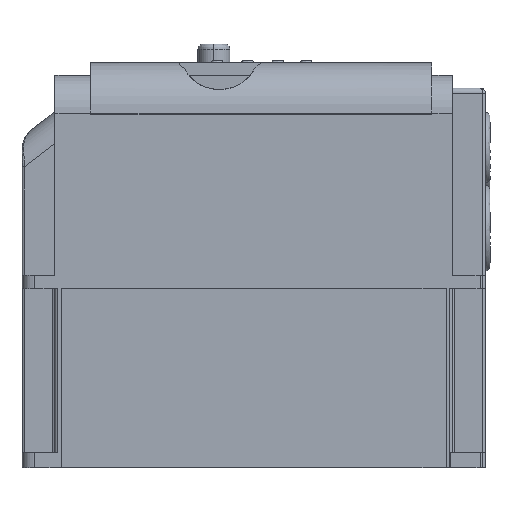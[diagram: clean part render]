
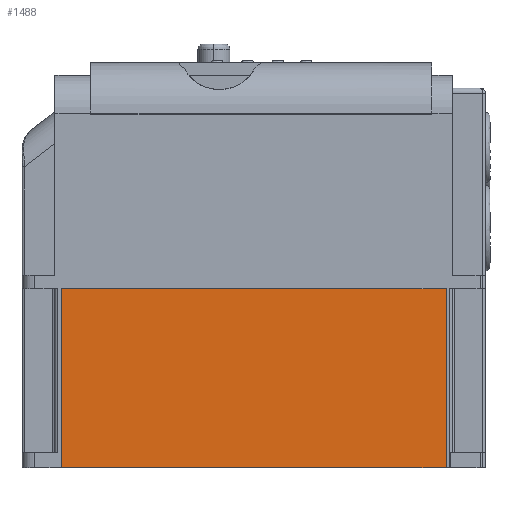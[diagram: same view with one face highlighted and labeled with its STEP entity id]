
A CAD part, left-side view. The second image highlights one B-rep face of the part: STEP entity #1488.
In plain terms, the highlighted planar face has unit normal (-1, 0, 0).
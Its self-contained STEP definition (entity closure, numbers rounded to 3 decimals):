
#396 = CARTESIAN_POINT ( 'NONE',  ( -66.001, 64.5, -50.2 ) ) ;
#695 = ORIENTED_EDGE ( 'NONE', *, *, #3346, .F. ) ;
#1144 = DIRECTION ( 'NONE',  ( 0., 0., -1. ) ) ;
#1488 = ADVANCED_FACE ( 'NONE', ( #1832 ), #12619, .F. ) ;
#1832 = FACE_OUTER_BOUND ( 'NONE', #8156, .T. ) ;
#3252 = EDGE_CURVE ( 'NONE', #11694, #13838, #9759, .T. ) ;
#3346 = EDGE_CURVE ( 'NONE', #11694, #15168, #14404, .T. ) ;
#3627 = DIRECTION ( 'NONE',  ( 0., -1., 0. ) ) ;
#3854 = ORIENTED_EDGE ( 'NONE', *, *, #3890, .F. ) ;
#3890 = EDGE_CURVE ( 'NONE', #15168, #16093, #8959, .T. ) ;
#3927 = CARTESIAN_POINT ( 'NONE',  ( -66.001, 64.5, 21.1 ) ) ;
#3984 = VECTOR ( 'NONE', #3627, 1000. ) ;
#4195 = CARTESIAN_POINT ( 'NONE',  ( -66.001, 67.985, -50.2 ) ) ;
#4377 = DIRECTION ( 'NONE',  ( 0., 1., 0. ) ) ;
#5646 = VECTOR ( 'NONE', #4377, 1000. ) ;
#5715 = CARTESIAN_POINT ( 'NONE',  ( -66.001, -88.464, -50.2 ) ) ;
#6026 = EDGE_CURVE ( 'NONE', #16093, #13838, #7409, .T. ) ;
#6807 = CARTESIAN_POINT ( 'NONE',  ( -66.001, 64.5, -50.2 ) ) ;
#7044 = DIRECTION ( 'NONE',  ( 0., 0., -1. ) ) ;
#7050 = DIRECTION ( 'NONE',  ( 1., 0., 0. ) ) ;
#7082 = CARTESIAN_POINT ( 'NONE',  ( -66.001, 64.5, -50.2 ) ) ;
#7409 = LINE ( 'NONE', #4195, #5646 ) ;
#7757 = CARTESIAN_POINT ( 'NONE',  ( -66.001, 64.5, 21.1 ) ) ;
#8156 = EDGE_LOOP ( 'NONE', ( #13320, #11517, #3854, #695 ) ) ;
#8959 = LINE ( 'NONE', #9746, #14275 ) ;
#9712 = AXIS2_PLACEMENT_3D ( 'NONE', #7082, #7050, #7044 ) ;
#9746 = CARTESIAN_POINT ( 'NONE',  ( -66.001, -88.464, -50.2 ) ) ;
#9759 = LINE ( 'NONE', #396, #16276 ) ;
#9781 = DIRECTION ( 'NONE',  ( 0., 0., -1. ) ) ;
#11517 = ORIENTED_EDGE ( 'NONE', *, *, #6026, .F. ) ;
#11694 = VERTEX_POINT ( 'NONE', #7757 ) ;
#12619 = PLANE ( 'NONE',  #9712 ) ;
#13320 = ORIENTED_EDGE ( 'NONE', *, *, #3252, .T. ) ;
#13374 = CARTESIAN_POINT ( 'NONE',  ( -66.001, -88.464, 21.1 ) ) ;
#13838 = VERTEX_POINT ( 'NONE', #6807 ) ;
#14275 = VECTOR ( 'NONE', #9781, 1000. ) ;
#14404 = LINE ( 'NONE', #3927, #3984 ) ;
#15168 = VERTEX_POINT ( 'NONE', #13374 ) ;
#16093 = VERTEX_POINT ( 'NONE', #5715 ) ;
#16276 = VECTOR ( 'NONE', #1144, 1000. ) ;
